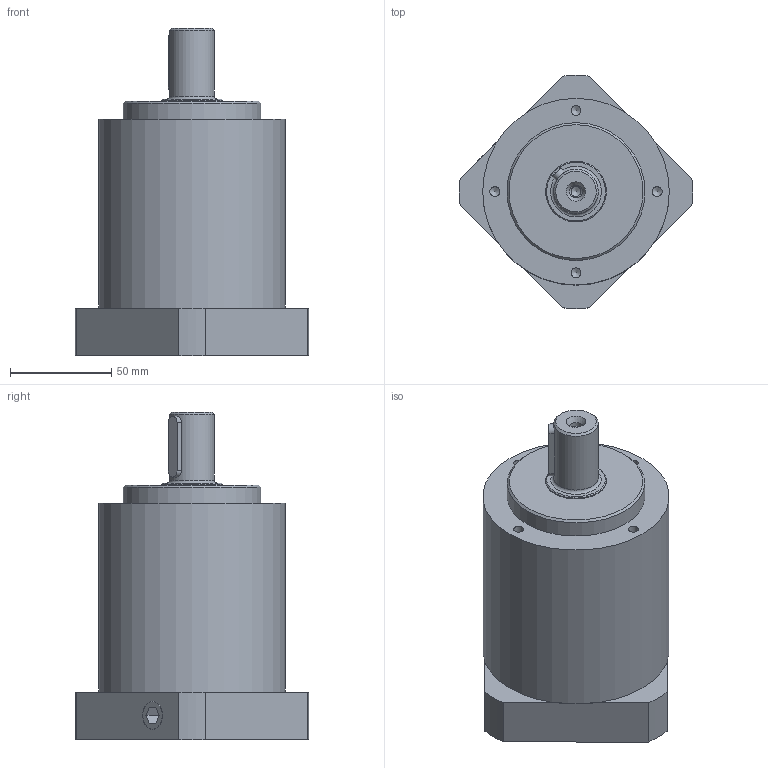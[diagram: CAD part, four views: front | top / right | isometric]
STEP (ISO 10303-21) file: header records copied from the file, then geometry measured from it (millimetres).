
FILE_DESCRIPTION((''),'2;1');
FILE_NAME('40080990XE14SM4009-5-14-S-(Z80-Tk100-4xM6-Vk90).stp','2014-12-23T11:36:41',('ifriedrich'),(''),'Autodesk Inventor 2012','Autodesk Inventor 2012','');
FILE_SCHEMA(('AUTOMOTIVE_DESIGN { 1 0 10303 214 1 1 1 1 }'));
Length unit declared in the file: millimetre
Products named in the file (6): 40080990XE14SM4009K; 40080990XE14S_K; 408404009; 3328A; 2284; 3026
Assembly tree (8 placements, depth 2):
  40080990XE14SM4009K
    40080990XE14S_K
    408404009
    3328A
    2284
    3026  x4
Bounding box: 114.92 x 114.92 x 161.6 mm (x, y, z)
Volume: 806294.6 mm3; surface area: 101742.9 mm2
Topology: 8 solids, 8 shells, 273 faces, 699 edges, 448 vertices
Faces by surface type: plane 126, cylinder 84, cone 54, torus 8, revolution 1
Full cylindrical faces by diameter (mm): 2.5 x1, 4.134 x4, 4.917 x9, 5 x4, 5.5 x8, 6 x1, 6.4 x1, 6.6 x1, 8.5 x6, 9.1 x2, 10 x5, 13.835 x1, 14 x1, 16 x1, 22 x1, 30 x1, 52 x1, 58 x1, 62.2 x1, 63 x2, 68 x1, 84 x1, 84.6 x1, 92 x1
Entity records: 6967 total; most frequent: CARTESIAN_POINT 1445, DIRECTION 1108, ORIENTED_EDGE 966, EDGE_CURVE 483, AXIS2_PLACEMENT_3D 457, EDGE_LOOP 354, VERTEX_POINT 349, FACE_OUTER_BOUND 231
